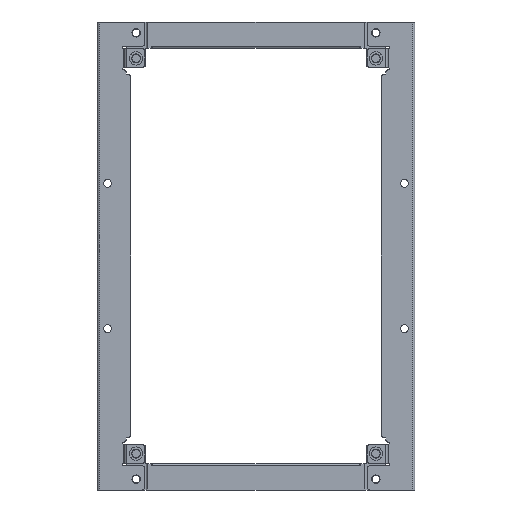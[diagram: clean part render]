
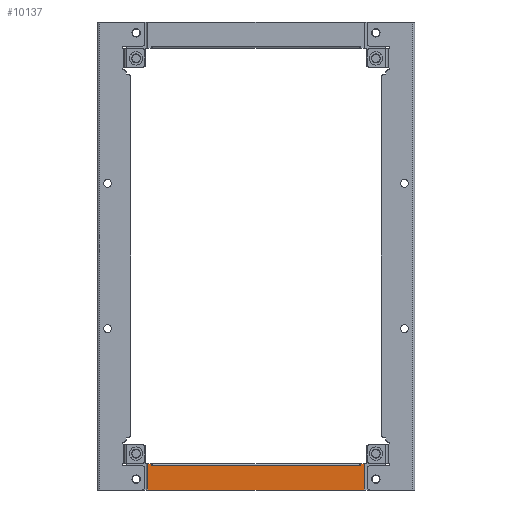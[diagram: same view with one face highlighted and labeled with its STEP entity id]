
A CAD part, front view. The second image highlights one B-rep face of the part: STEP entity #10137.
In plain terms, the highlighted planar face has unit normal (0, -1, 0).
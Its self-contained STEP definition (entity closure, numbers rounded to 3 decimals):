
#270 = CARTESIAN_POINT ( 'NONE',  ( -100.2, -7.5, -202. ) ) ;
#370 = CARTESIAN_POINT ( 'NONE',  ( 101., -7.5, -200. ) ) ;
#424 = VERTEX_POINT ( 'NONE', #4632 ) ;
#435 = ORIENTED_EDGE ( 'NONE', *, *, #2489, .T. ) ;
#725 = DIRECTION ( 'NONE',  ( 0., 0., -1. ) ) ;
#882 = DIRECTION ( 'NONE',  ( -1., 0., 0. ) ) ;
#913 = CARTESIAN_POINT ( 'NONE',  ( -106., -7.5, -200. ) ) ;
#949 = CARTESIAN_POINT ( 'NONE',  ( 101., -7.5, -181.5 ) ) ;
#1013 = CARTESIAN_POINT ( 'NONE',  ( 104.4, -7.5, -181.5 ) ) ;
#1045 = DIRECTION ( 'NONE',  ( 0., 0., 1. ) ) ;
#1091 = DIRECTION ( 'NONE',  ( 1., 0., 0. ) ) ;
#1137 = DIRECTION ( 'NONE',  ( 0., 0., -1. ) ) ;
#1209 = CARTESIAN_POINT ( 'NONE',  ( -104.4, -7.5, -181.5 ) ) ;
#1254 = CARTESIAN_POINT ( 'NONE',  ( -106., -7.5, -225.5 ) ) ;
#1277 = VERTEX_POINT ( 'NONE', #10444 ) ;
#1445 = DIRECTION ( 'NONE',  ( -1., 0., 0. ) ) ;
#1456 = CARTESIAN_POINT ( 'NONE',  ( -106., -7.5, -200. ) ) ;
#1468 = DIRECTION ( 'NONE',  ( 0., 0., 1. ) ) ;
#1571 = CARTESIAN_POINT ( 'NONE',  ( -101., -7.5, -201.2 ) ) ;
#1575 = CARTESIAN_POINT ( 'NONE',  ( -101., -7.5, -201.302 ) ) ;
#1589 = CARTESIAN_POINT ( 'NONE',  ( -100.981, -7.5, -201.4 ) ) ;
#1592 = CARTESIAN_POINT ( 'NONE',  ( -100.939, -7.5, -201.506 ) ) ;
#1604 = CARTESIAN_POINT ( 'NONE',  ( -100.933, -7.5, -201.52 ) ) ;
#1615 = CARTESIAN_POINT ( 'NONE',  ( -100.922, -7.5, -201.545 ) ) ;
#1627 = CARTESIAN_POINT ( 'NONE',  ( -100.904, -7.5, -201.582 ) ) ;
#1630 = CARTESIAN_POINT ( 'NONE',  ( -100.856, -7.5, -201.664 ) ) ;
#1644 = CARTESIAN_POINT ( 'NONE',  ( -100.805, -7.5, -201.727 ) ) ;
#1647 = CARTESIAN_POINT ( 'NONE',  ( -100.688, -7.5, -201.843 ) ) ;
#1662 = CARTESIAN_POINT ( 'NONE',  ( -100.597, -7.5, -201.903 ) ) ;
#1673 = CARTESIAN_POINT ( 'NONE',  ( -100.469, -7.5, -201.954 ) ) ;
#1676 = CARTESIAN_POINT ( 'NONE',  ( -100.447, -7.5, -201.961 ) ) ;
#1686 = CARTESIAN_POINT ( 'NONE',  ( -100.399, -7.5, -201.975 ) ) ;
#1689 = CARTESIAN_POINT ( 'NONE',  ( -100.326, -7.5, -201.993 ) ) ;
#1716 = CARTESIAN_POINT ( 'NONE',  ( -100.251, -7.5, -202. ) ) ;
#1720 = CARTESIAN_POINT ( 'NONE',  ( -100.2, -7.5, -202. ) ) ;
#1730 = CARTESIAN_POINT ( 'NONE',  ( -101., -7.5, -181.5 ) ) ;
#1840 = CARTESIAN_POINT ( 'NONE',  ( -106., -7.5, -202. ) ) ;
#1853 = CARTESIAN_POINT ( 'NONE',  ( 100.2, -7.5, -202. ) ) ;
#1868 = CARTESIAN_POINT ( 'NONE',  ( 100.302, -7.5, -202. ) ) ;
#1884 = CARTESIAN_POINT ( 'NONE',  ( 100.4, -7.5, -201.981 ) ) ;
#1887 = CARTESIAN_POINT ( 'NONE',  ( 100.506, -7.5, -201.939 ) ) ;
#1899 = CARTESIAN_POINT ( 'NONE',  ( 100.52, -7.5, -201.933 ) ) ;
#1902 = CARTESIAN_POINT ( 'NONE',  ( 100.545, -7.5, -201.922 ) ) ;
#1910 = CARTESIAN_POINT ( 'NONE',  ( 100.582, -7.5, -201.904 ) ) ;
#1923 = CARTESIAN_POINT ( 'NONE',  ( 100.664, -7.5, -201.856 ) ) ;
#1925 = CARTESIAN_POINT ( 'NONE',  ( 100.727, -7.5, -201.805 ) ) ;
#1937 = CARTESIAN_POINT ( 'NONE',  ( 100.843, -7.5, -201.688 ) ) ;
#1939 = CARTESIAN_POINT ( 'NONE',  ( 100.903, -7.5, -201.597 ) ) ;
#1950 = CARTESIAN_POINT ( 'NONE',  ( 100.954, -7.5, -201.469 ) ) ;
#1963 = CARTESIAN_POINT ( 'NONE',  ( 100.961, -7.5, -201.447 ) ) ;
#1965 = CARTESIAN_POINT ( 'NONE',  ( 100.975, -7.5, -201.399 ) ) ;
#1975 = CARTESIAN_POINT ( 'NONE',  ( 100.993, -7.5, -201.326 ) ) ;
#1976 = CARTESIAN_POINT ( 'NONE',  ( 101., -7.5, -201.251 ) ) ;
#2001 = CARTESIAN_POINT ( 'NONE',  ( 101., -7.5, -201.2 ) ) ;
#2006 = DIRECTION ( 'NONE',  ( -1., 0., 0. ) ) ;
#2258 = CARTESIAN_POINT ( 'NONE',  ( -104.4, -7.5, -225.5 ) ) ;
#2489 = EDGE_CURVE ( 'NONE', #3863, #3604, #7405, .T. ) ;
#2491 = EDGE_CURVE ( 'NONE', #3604, #8316, #3708, .T. ) ;
#2520 = EDGE_CURVE ( 'NONE', #8316, #424, #7403, .T. ) ;
#2528 = EDGE_CURVE ( 'NONE', #424, #4191, #3956, .T. ) ;
#2542 = EDGE_CURVE ( 'NONE', #4191, #10598, #4603, .T. ) ;
#2575 = EDGE_CURVE ( 'NONE', #10598, #6519, #12914, .T. ) ;
#2581 = EDGE_CURVE ( 'NONE', #6519, #9572, #12941, .T. ) ;
#2595 = EDGE_CURVE ( 'NONE', #9572, #1277, #10862, .T. ) ;
#2610 = EDGE_CURVE ( 'NONE', #1277, #8230, #10795, .T. ) ;
#2626 = EDGE_CURVE ( 'NONE', #8230, #3863, #10486, .T. ) ;
#2733 = CARTESIAN_POINT ( 'NONE',  ( 100.2, -7.5, -202. ) ) ;
#2873 = FACE_OUTER_BOUND ( 'NONE', #8902, .T. ) ;
#3092 = CARTESIAN_POINT ( 'NONE',  ( -104.4, -7.5, -200. ) ) ;
#3604 = VERTEX_POINT ( 'NONE', #2733 ) ;
#3708 = LINE ( 'NONE', #1840, #3725 ) ;
#3725 = VECTOR ( 'NONE', #2006, 1000. ) ;
#3863 = VERTEX_POINT ( 'NONE', #12767 ) ;
#3956 = LINE ( 'NONE', #1730, #4004 ) ;
#4004 = VECTOR ( 'NONE', #1468, 1000. ) ;
#4191 = VERTEX_POINT ( 'NONE', #11673 ) ;
#4603 = LINE ( 'NONE', #1456, #4848 ) ;
#4632 = CARTESIAN_POINT ( 'NONE',  ( -101., -7.5, -201.2 ) ) ;
#4848 = VECTOR ( 'NONE', #1445, 1000. ) ;
#5746 = DIRECTION ( 'NONE',  ( 0., 0., -1. ) ) ;
#5748 = DIRECTION ( 'NONE',  ( 0., -1., 0. ) ) ;
#5765 = PLANE ( 'NONE',  #10105 ) ;
#5797 = CARTESIAN_POINT ( 'NONE',  ( -106., -7.5, -181.5 ) ) ;
#6519 = VERTEX_POINT ( 'NONE', #2258 ) ;
#7403 = B_SPLINE_CURVE_WITH_KNOTS ( 'NONE', 3,
 ( #1720, #1716, #1689, #1686, #1676, #1673, #1662, #1647, #1644, #1630, #1627, #1615, #1604, #1592, #1589, #1575, #1571 ),
 .UNSPECIFIED., .F., .F.,
 ( 4, 1, 2, 2, 2, 1, 1, 2, 2, 4 ),
 ( 0., 0.125, 0.187, 0.25, 0.5, 0.625, 0.687, 0.719, 0.75, 1. ),
 .UNSPECIFIED. ) ;
#7405 = B_SPLINE_CURVE_WITH_KNOTS ( 'NONE', 3,
 ( #2001, #1976, #1975, #1965, #1963, #1950, #1939, #1937, #1925, #1923, #1910, #1902, #1899, #1887, #1884, #1868, #1853 ),
 .UNSPECIFIED., .F., .F.,
 ( 4, 1, 2, 2, 2, 1, 1, 2, 2, 4 ),
 ( 0., 0.125, 0.187, 0.25, 0.5, 0.625, 0.687, 0.719, 0.75, 1. ),
 .UNSPECIFIED. ) ;
#8230 = VERTEX_POINT ( 'NONE', #370 ) ;
#8316 = VERTEX_POINT ( 'NONE', #270 ) ;
#8902 = EDGE_LOOP ( 'NONE', ( #435, #12222, #12527, #12491, #12494, #12482, #12598, #12479, #12890, #12354 ) ) ;
#9572 = VERTEX_POINT ( 'NONE', #9678 ) ;
#9678 = CARTESIAN_POINT ( 'NONE',  ( 104.4, -7.5, -225.5 ) ) ;
#10105 = AXIS2_PLACEMENT_3D ( 'NONE', #5797, #5748, #5746 ) ;
#10137 = ADVANCED_FACE ( 'NONE', ( #2873 ), #5765, .T. ) ;
#10444 = CARTESIAN_POINT ( 'NONE',  ( 104.4, -7.5, -200. ) ) ;
#10450 = VECTOR ( 'NONE', #725, 1000. ) ;
#10486 = LINE ( 'NONE', #949, #10450 ) ;
#10582 = VECTOR ( 'NONE', #882, 1000. ) ;
#10598 = VERTEX_POINT ( 'NONE', #3092 ) ;
#10628 = VECTOR ( 'NONE', #1137, 1000. ) ;
#10706 = VECTOR ( 'NONE', #1091, 1000. ) ;
#10795 = LINE ( 'NONE', #913, #10582 ) ;
#10845 = VECTOR ( 'NONE', #1045, 1000. ) ;
#10862 = LINE ( 'NONE', #1013, #10845 ) ;
#11673 = CARTESIAN_POINT ( 'NONE',  ( -101., -7.5, -200. ) ) ;
#12222 = ORIENTED_EDGE ( 'NONE', *, *, #2491, .T. ) ;
#12354 = ORIENTED_EDGE ( 'NONE', *, *, #2626, .T. ) ;
#12479 = ORIENTED_EDGE ( 'NONE', *, *, #2595, .T. ) ;
#12482 = ORIENTED_EDGE ( 'NONE', *, *, #2575, .T. ) ;
#12491 = ORIENTED_EDGE ( 'NONE', *, *, #2528, .T. ) ;
#12494 = ORIENTED_EDGE ( 'NONE', *, *, #2542, .T. ) ;
#12527 = ORIENTED_EDGE ( 'NONE', *, *, #2520, .T. ) ;
#12598 = ORIENTED_EDGE ( 'NONE', *, *, #2581, .T. ) ;
#12767 = CARTESIAN_POINT ( 'NONE',  ( 101., -7.5, -201.2 ) ) ;
#12890 = ORIENTED_EDGE ( 'NONE', *, *, #2610, .T. ) ;
#12914 = LINE ( 'NONE', #1209, #10628 ) ;
#12941 = LINE ( 'NONE', #1254, #10706 ) ;
